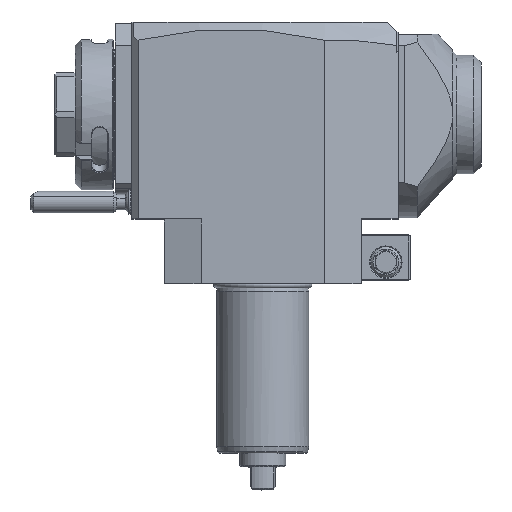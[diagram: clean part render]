
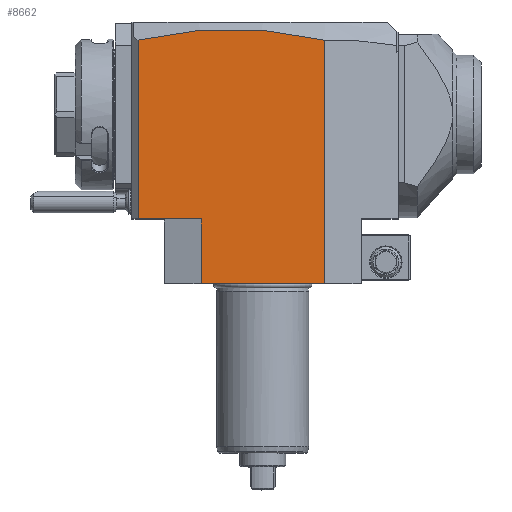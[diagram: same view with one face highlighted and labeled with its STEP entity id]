
A CAD part, top view. The second image highlights one B-rep face of the part: STEP entity #8662.
In plain terms, the highlighted planar face has unit normal (0, 0, 1).
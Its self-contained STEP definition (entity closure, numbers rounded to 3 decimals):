
#17=DIRECTION('',(-1.,0.,0.));
#18=VECTOR('',#17,40.);
#19=CARTESIAN_POINT('',(20.,0.,32.));
#20=LINE('',#19,#18);
#1008=DIRECTION('',(0.,1.,0.));
#1009=VECTOR('',#1008,79.092);
#1010=CARTESIAN_POINT('',(20.,0.,32.));
#1011=LINE('',#1010,#1009);
#1034=DIRECTION('',(-1.,0.,0.));
#1035=VECTOR('',#1034,20.5);
#1036=CARTESIAN_POINT('',(-20.,21.,32.));
#1037=LINE('',#1036,#1035);
#1038=CARTESIAN_POINT('',(-40.5,79.133,32.));
#1039=CARTESIAN_POINT('',(-35.458,80.345,32.));
#1040=CARTESIAN_POINT('',(-25.373,82.145,32.));
#1041=CARTESIAN_POINT('',(-10.247,83.032,32.));
#1042=CARTESIAN_POINT('',(4.877,82.124,32.));
#1043=CARTESIAN_POINT('',(14.959,80.311,32.));
#1044=CARTESIAN_POINT('',(20.,79.092,32.));
#1058=DIRECTION('',(0.,-1.,0.));
#1059=VECTOR('',#1058,58.133);
#1060=CARTESIAN_POINT('',(-40.5,79.133,32.));
#1061=LINE('',#1060,#1059);
#1071=DIRECTION('',(0.,-1.,0.));
#1072=VECTOR('',#1071,21.);
#1073=CARTESIAN_POINT('',(-20.,21.,32.));
#1074=LINE('',#1073,#1072);
#7211=VERTEX_POINT('',#1038);
#7212=VERTEX_POINT('',#1044);
#7577=CARTESIAN_POINT('',(-40.5,21.,32.));
#7579=VERTEX_POINT('',#7577);
#7597=CARTESIAN_POINT('',(20.,0.,32.));
#7598=VERTEX_POINT('',#7597);
#7599=CARTESIAN_POINT('',(-20.,0.,32.));
#7600=VERTEX_POINT('',#7599);
#7777=CARTESIAN_POINT('',(-20.,21.,32.));
#7778=VERTEX_POINT('',#7777);
#8646=CARTESIAN_POINT('',(-35.103,21.,32.));
#8647=DIRECTION('',(0.,0.,1.));
#8648=DIRECTION('',(1.,0.,0.));
#8649=AXIS2_PLACEMENT_3D('',#8646,#8647,#8648);
#8650=PLANE('',#8649);
#8652=ORIENTED_EDGE('',*,*,#8651,.T.);
#8654=ORIENTED_EDGE('',*,*,#8653,.F.);
#8655=ORIENTED_EDGE('',*,*,#8000,.T.);
#8656=ORIENTED_EDGE('',*,*,#8634,.F.);
#8657=ORIENTED_EDGE('',*,*,#7792,.T.);
#8659=ORIENTED_EDGE('',*,*,#8658,.F.);
#8660=EDGE_LOOP('',(#8652,#8654,#8655,#8656,#8657,#8659));
#8661=FACE_OUTER_BOUND('',#8660,.F.);
#1045=B_SPLINE_CURVE_WITH_KNOTS('',3,(#1038,#1039,#1040,#1041,#1042,#1043,
#1044),.UNSPECIFIED.,.F.,.F.,(4,1,1,1,4),(0.,0.25,0.5,0.75,1.),
.UNSPECIFIED.);
#7792=EDGE_CURVE('',#7598,#7600,#20,.T.);
#8000=EDGE_CURVE('',#7211,#7212,#1045,.T.);
#8634=EDGE_CURVE('',#7598,#7212,#1011,.T.);
#8651=EDGE_CURVE('',#7778,#7579,#1037,.T.);
#8653=EDGE_CURVE('',#7211,#7579,#1061,.T.);
#8658=EDGE_CURVE('',#7778,#7600,#1074,.T.);
#8662=ADVANCED_FACE('',(#8661),#8650,.T.);
